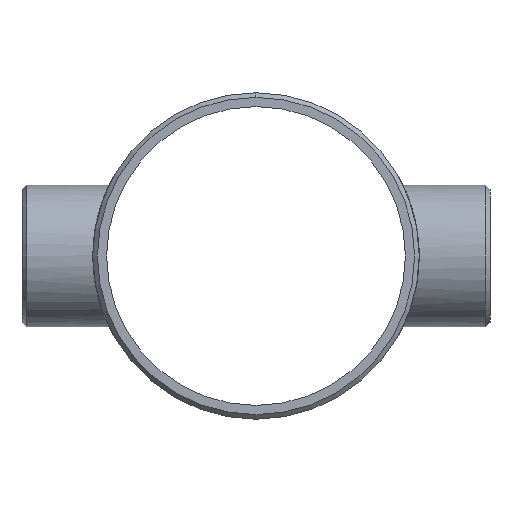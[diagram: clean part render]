
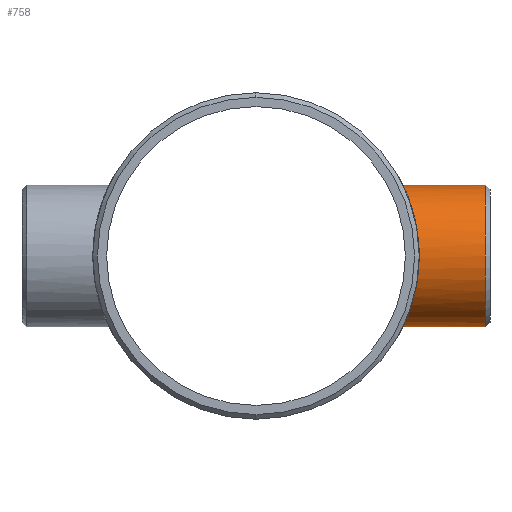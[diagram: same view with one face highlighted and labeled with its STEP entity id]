
A CAD part, left-side view. The second image highlights one B-rep face of the part: STEP entity #758.
In plain terms, the highlighted cylindrical face has radius 36.576 mm (diameter 73.152 mm), a partial arc.
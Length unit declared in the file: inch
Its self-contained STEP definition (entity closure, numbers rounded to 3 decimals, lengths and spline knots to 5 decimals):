
#11 = CARTESIAN_POINT ( 'NONE',  ( 0., -4.75, 0. ) ) ;
#27 = CARTESIAN_POINT ( 'NONE',  ( -1.22126, -3.22335, 0.76439 ) ) ;
#30 = AXIS2_PLACEMENT_3D ( 'NONE', #11, #409, #300 ) ;
#34 = CARTESIAN_POINT ( 'NONE',  ( -1.42772, -3.30718, -0.18916 ) ) ;
#39 = CARTESIAN_POINT ( 'NONE',  ( -1.43065, -3.30845, -0.16551 ) ) ;
#49 = CARTESIAN_POINT ( 'NONE',  ( 0., -4.75, -1.44 ) ) ;
#57 = EDGE_CURVE ( 'NONE', #289, #155, #686, .T. ) ;
#74 = CARTESIAN_POINT ( 'NONE',  ( 0., -4.65667, -1.44 ) ) ;
#105 = CARTESIAN_POINT ( 'NONE',  ( -0.87858, -3.10963, 1.14187 ) ) ;
#124 = CARTESIAN_POINT ( 'NONE',  ( -0.87809, -3.10949, -1.14225 ) ) ;
#128 = CARTESIAN_POINT ( 'NONE',  ( -1.42066, -3.30414, -0.23642 ) ) ;
#132 = DIRECTION ( 'NONE',  ( 0., 0., -1. ) ) ;
#133 = CARTESIAN_POINT ( 'NONE',  ( -0.93259, -3.12546, 1.09746 ) ) ;
#139 = CARTESIAN_POINT ( 'NONE',  ( -0.84084, -3.09914, -1.16993 ) ) ;
#145 = AXIS2_PLACEMENT_3D ( 'NONE', #229, #1013, #132 ) ;
#155 = VERTEX_POINT ( 'NONE', #529 ) ;
#161 = ORIENTED_EDGE ( 'NONE', *, *, #985, .T. ) ;
#186 = CARTESIAN_POINT ( 'NONE',  ( -0.46789, -3.01838, 1.36514 ) ) ;
#200 = CARTESIAN_POINT ( 'NONE',  ( -0.59845, -3.04249, 1.30997 ) ) ;
#210 = CARTESIAN_POINT ( 'NONE',  ( -0.23771, -2.99249, 1.42045 ) ) ;
#211 = CIRCLE ( 'NONE', #145, 1.44 ) ;
#217 = CARTESIAN_POINT ( 'NONE',  ( -0.9497, -3.13061, -1.08269 ) ) ;
#224 = CARTESIAN_POINT ( 'NONE',  ( -1.08447, -3.17352, 0.95197 ) ) ;
#229 = CARTESIAN_POINT ( 'NONE',  ( 0., -4.65667, 0. ) ) ;
#230 = CARTESIAN_POINT ( 'NONE',  ( -1.43049, -3.30838, 0.16693 ) ) ;
#236 = CARTESIAN_POINT ( 'NONE',  ( -1.31972, -3.262, 0.57662 ) ) ;
#256 = ORIENTED_EDGE ( 'NONE', *, *, #1036, .T. ) ;
#279 = CARTESIAN_POINT ( 'NONE',  ( -0.26122, -2.99445, 1.41631 ) ) ;
#289 = VERTEX_POINT ( 'NONE', #1046 ) ;
#300 = DIRECTION ( 'NONE',  ( 0., 0., -1. ) ) ;
#303 = CARTESIAN_POINT ( 'NONE',  ( -0.09496, -2.98426, 1.43766 ) ) ;
#309 = CARTESIAN_POINT ( 'NONE',  ( -1.36501, -3.28043, 0.46816 ) ) ;
#316 = CARTESIAN_POINT ( 'NONE',  ( -0.95027, -3.13078, 1.08219 ) ) ;
#322 = DIRECTION ( 'NONE',  ( 0., 1., 0. ) ) ;
#329 = CARTESIAN_POINT ( 'NONE',  ( -1.29041, -3.2502, -0.64085 ) ) ;
#353 = CARTESIAN_POINT ( 'NONE',  ( 0., -2.98313, -1.44 ) ) ;
#361 = CARTESIAN_POINT ( 'NONE',  ( -0.19189, -2.98891, -1.42796 ) ) ;
#387 = CARTESIAN_POINT ( 'NONE',  ( -0.66216, -3.05567, 1.27894 ) ) ;
#406 = CARTESIAN_POINT ( 'NONE',  ( -0.04744, -2.98313, 1.44 ) ) ;
#409 = DIRECTION ( 'NONE',  ( 0., 1., 0. ) ) ;
#412 = CARTESIAN_POINT ( 'NONE',  ( -0.19028, -2.9891, 1.42757 ) ) ;
#424 = CARTESIAN_POINT ( 'NONE',  ( -1.3929, -3.29226, -0.37765 ) ) ;
#429 = CARTESIAN_POINT ( 'NONE',  ( -1.0014, -3.14668, -1.03506 ) ) ;
#482 = CARTESIAN_POINT ( 'NONE',  ( -0.37778, -3.00552, 1.39281 ) ) ;
#513 = CYLINDRICAL_SURFACE ( 'NONE', #30, 1.44 ) ;
#516 = CARTESIAN_POINT ( 'NONE',  ( -0.5769, -3.03832, -1.3196 ) ) ;
#522 = CARTESIAN_POINT ( 'NONE',  ( -1.41652, -3.30236, -0.26009 ) ) ;
#528 = CARTESIAN_POINT ( 'NONE',  ( -1.43763, -3.31147, 0.09546 ) ) ;
#529 = CARTESIAN_POINT ( 'NONE',  ( 0., -2.98313, -1.44 ) ) ;
#531 = CARTESIAN_POINT ( 'NONE',  ( -1.22122, -3.22333, -0.76446 ) ) ;
#553 = EDGE_LOOP ( 'NONE', ( #161, #256, #984, #812 ) ) ;
#568 = CARTESIAN_POINT ( 'NONE',  ( -0.09658, -2.98431, -1.43756 ) ) ;
#606 = CARTESIAN_POINT ( 'NONE',  ( -0.5986, -3.04252, -1.3099 ) ) ;
#612 = CARTESIAN_POINT ( 'NONE',  ( -1.42035, -3.304, 0.23828 ) ) ;
#616 = CARTESIAN_POINT ( 'NONE',  ( -1.14312, -3.19428, -0.88068 ) ) ;
#622 = CARTESIAN_POINT ( 'NONE',  ( -0.72391, -3.06944, -1.24569 ) ) ;
#653 = CARTESIAN_POINT ( 'NONE',  ( 0., -4.65667, 1.44 ) ) ;
#685 = VERTEX_POINT ( 'NONE', #74 ) ;
#686 = B_SPLINE_CURVE_WITH_KNOTS ( 'NONE', 3,
 ( #689, #406, #303, #1085, #412, #210, #279, #482, #186, #862, #200, #1253, #387, #770, #776, #971, #105, #133, #316, #1198, #1204, #224, #1185, #27, #700, #707, #710, #1008, #236, #309, #906, #1192, #612, #1105, #230, #528, #1099, #996, #992, #39, #34, #128, #522, #424, #802, #797, #329, #899, #531, #616, #1002, #429, #809, #217, #715, #124, #139, #1110, #622, #1091, #910, #606, #516, #893, #942, #933, #361, #568, #1065, #353 ),
 .UNSPECIFIED., .F., .F.,
 ( 4, 2, 2, 2, 2, 2, 2, 2, 2, 2, 2, 2, 2, 2, 2, 2, 2, 2, 2, 2, 2, 2, 2, 2, 2, 2, 2, 2, 2, 2, 2, 2, 2, 2, 4 ),
 ( 0.11581, 0.11942, 0.12123, 0.12304, 0.13027, 0.13208, 0.13389, 0.1375, 0.14112, 0.14293, 0.14473, 0.15196, 0.15558, 0.15739, 0.15919, 0.16643, 0.16823, 0.17004, 0.17366, 0.17727, 0.17908, 0.18089, 0.18812, 0.19173, 0.19535, 0.20258, 0.20439, 0.2062, 0.20981, 0.21343, 0.21524, 0.21704, 0.22427, 0.22789, 0.2315 ),
 .UNSPECIFIED. ) ;
#689 = CARTESIAN_POINT ( 'NONE',  ( 0., -2.98313, 1.44 ) ) ;
#700 = CARTESIAN_POINT ( 'NONE',  ( -1.24548, -3.23262, 0.7243 ) ) ;
#707 = CARTESIAN_POINT ( 'NONE',  ( -1.27909, -3.24577, 0.66187 ) ) ;
#710 = CARTESIAN_POINT ( 'NONE',  ( -1.28982, -3.25002, 0.64072 ) ) ;
#715 = CARTESIAN_POINT ( 'NONE',  ( -0.93203, -3.12529, -1.09793 ) ) ;
#734 = LINE ( 'NONE', #1203, #982 ) ;
#758 = ADVANCED_FACE ( 'NONE', ( #877 ), #513, .T. ) ;
#770 = CARTESIAN_POINT ( 'NONE',  ( -0.72412, -3.06949, 1.24557 ) ) ;
#776 = CARTESIAN_POINT ( 'NONE',  ( -0.76405, -3.07919, 1.22147 ) ) ;
#795 = VECTOR ( 'NONE', #322, 39.37008 ) ;
#797 = CARTESIAN_POINT ( 'NONE',  ( -1.31068, -3.25832, -0.59828 ) ) ;
#802 = CARTESIAN_POINT ( 'NONE',  ( -1.36509, -3.28046, -0.46797 ) ) ;
#809 = CARTESIAN_POINT ( 'NONE',  ( -0.98437, -3.1413, -1.05127 ) ) ;
#812 = ORIENTED_EDGE ( 'NONE', *, *, #956, .F. ) ;
#862 = CARTESIAN_POINT ( 'NONE',  ( -0.57681, -3.03831, 1.31964 ) ) ;
#877 = FACE_OUTER_BOUND ( 'NONE', #553, .T. ) ;
#893 = CARTESIAN_POINT ( 'NONE',  ( -0.46767, -3.01834, -1.36523 ) ) ;
#899 = CARTESIAN_POINT ( 'NONE',  ( -1.24552, -3.23264, -0.72423 ) ) ;
#906 = CARTESIAN_POINT ( 'NONE',  ( -1.39268, -3.29216, 0.37827 ) ) ;
#910 = CARTESIAN_POINT ( 'NONE',  ( -0.64118, -3.05118, -1.28959 ) ) ;
#933 = CARTESIAN_POINT ( 'NONE',  ( -0.23885, -2.99232, -1.42084 ) ) ;
#942 = CARTESIAN_POINT ( 'NONE',  ( -0.37772, -3.00553, -1.39278 ) ) ;
#956 = EDGE_CURVE ( 'NONE', #685, #155, #1115, .T. ) ;
#971 = CARTESIAN_POINT ( 'NONE',  ( -0.84128, -3.09926, 1.16962 ) ) ;
#982 = VECTOR ( 'NONE', #1126, 39.37008 ) ;
#984 = ORIENTED_EDGE ( 'NONE', *, *, #57, .T. ) ;
#985 = EDGE_CURVE ( 'NONE', #685, #1207, #211, .T. ) ;
#992 = CARTESIAN_POINT ( 'NONE',  ( -1.43768, -3.31149, -0.0945 ) ) ;
#996 = CARTESIAN_POINT ( 'NONE',  ( -1.44001, -3.31251, -0.04709 ) ) ;
#1002 = CARTESIAN_POINT ( 'NONE',  ( -1.0841, -3.17339, -0.95241 ) ) ;
#1008 = CARTESIAN_POINT ( 'NONE',  ( -1.31012, -3.25813, 0.59812 ) ) ;
#1013 = DIRECTION ( 'NONE',  ( 0., 1., 0. ) ) ;
#1036 = EDGE_CURVE ( 'NONE', #1207, #289, #734, .T. ) ;
#1046 = CARTESIAN_POINT ( 'NONE',  ( 0., -2.98313, 1.44 ) ) ;
#1065 = CARTESIAN_POINT ( 'NONE',  ( -0.04819, -2.98313, -1.44 ) ) ;
#1085 = CARTESIAN_POINT ( 'NONE',  ( -0.16638, -2.98767, 1.43056 ) ) ;
#1091 = CARTESIAN_POINT ( 'NONE',  ( -0.66211, -3.05566, -1.27897 ) ) ;
#1099 = CARTESIAN_POINT ( 'NONE',  ( -1.43999, -3.31249, 0.04789 ) ) ;
#1105 = CARTESIAN_POINT ( 'NONE',  ( -1.4275, -3.30708, 0.19085 ) ) ;
#1110 = CARTESIAN_POINT ( 'NONE',  ( -0.76375, -3.07912, -1.22166 ) ) ;
#1115 = LINE ( 'NONE', #49, #795 ) ;
#1126 = DIRECTION ( 'NONE',  ( 0., 1., 0. ) ) ;
#1185 = CARTESIAN_POINT ( 'NONE',  ( -1.14335, -3.19437, 0.88036 ) ) ;
#1192 = CARTESIAN_POINT ( 'NONE',  ( -1.4162, -3.30222, 0.26179 ) ) ;
#1198 = CARTESIAN_POINT ( 'NONE',  ( -0.98497, -3.14149, 1.05071 ) ) ;
#1203 = CARTESIAN_POINT ( 'NONE',  ( 0., -4.75, 1.44 ) ) ;
#1204 = CARTESIAN_POINT ( 'NONE',  ( -1.00196, -3.14686, 1.03451 ) ) ;
#1207 = VERTEX_POINT ( 'NONE', #653 ) ;
#1253 = CARTESIAN_POINT ( 'NONE',  ( -0.64116, -3.05118, 1.2896 ) ) ;
